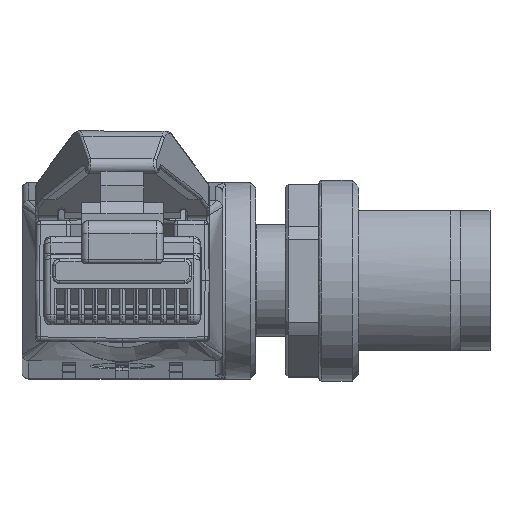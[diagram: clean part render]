
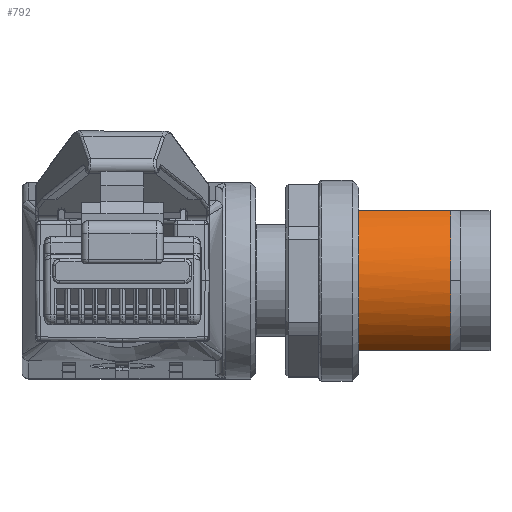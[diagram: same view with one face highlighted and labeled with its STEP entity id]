
A CAD part, front view. The second image highlights one B-rep face of the part: STEP entity #792.
In plain terms, the highlighted cylindrical face has radius 6 mm (diameter 12 mm), a partial arc.
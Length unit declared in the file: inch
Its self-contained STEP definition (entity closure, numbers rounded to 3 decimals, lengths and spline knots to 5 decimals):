
#526 = VECTOR ( 'NONE', #22554, 39.37008 ) ;
#792 = ADVANCED_FACE ( 'NONE', ( #27256 ), #7035, .T. ) ;
#1957 = DIRECTION ( 'NONE',  ( 0., 0., 1. ) ) ;
#1969 = CARTESIAN_POINT ( 'NONE',  ( -0.20669, -0.11436, -0.30315 ) ) ;
#2550 = DIRECTION ( 'NONE',  ( -1., 0., 0. ) ) ;
#2807 = DIRECTION ( 'NONE',  ( -1., 0., 0. ) ) ;
#3790 = DIRECTION ( 'NONE',  ( 0., 0., -1. ) ) ;
#4043 = AXIS2_PLACEMENT_3D ( 'NONE', #26766, #10250, #2807 ) ;
#4561 = AXIS2_PLACEMENT_3D ( 'NONE', #27804, #5621, #2550 ) ;
#5621 = DIRECTION ( 'NONE',  ( 0., 0., 1. ) ) ;
#6334 = ORIENTED_EDGE ( 'NONE', *, *, #12650, .T. ) ;
#7035 = CYLINDRICAL_SURFACE ( 'NONE', #4043, 0.23622 ) ;
#7155 = VERTEX_POINT ( 'NONE', #1969 ) ;
#9221 = ORIENTED_EDGE ( 'NONE', *, *, #14913, .T. ) ;
#10250 = DIRECTION ( 'NONE',  ( 0., 0., -1. ) ) ;
#10986 = CARTESIAN_POINT ( 'NONE',  ( -0.20669, -0.11436, -0.57283 ) ) ;
#11694 = VERTEX_POINT ( 'NONE', #12778 ) ;
#11710 = VERTEX_POINT ( 'NONE', #20045 ) ;
#11995 = CARTESIAN_POINT ( 'NONE',  ( 0., 0., -0.57283 ) ) ;
#12650 = EDGE_CURVE ( 'NONE', #7155, #23798, #31412, .T. ) ;
#12709 = VERTEX_POINT ( 'NONE', #25962 ) ;
#12778 = CARTESIAN_POINT ( 'NONE',  ( 0., -0.23622, -0.57283 ) ) ;
#12836 = DIRECTION ( 'NONE',  ( 0., 0., 1. ) ) ;
#14561 = EDGE_LOOP ( 'NONE', ( #23427, #18346, #6334, #9221, #31193 ) ) ;
#14913 = EDGE_CURVE ( 'NONE', #23798, #11694, #24748, .T. ) ;
#14973 = CARTESIAN_POINT ( 'NONE',  ( 0.20669, -0.11436, -0.68898 ) ) ;
#15265 = DIRECTION ( 'NONE',  ( -1., 0., 0. ) ) ;
#16393 = EDGE_CURVE ( 'NONE', #11710, #12709, #27925, .T. ) ;
#17164 = CARTESIAN_POINT ( 'NONE',  ( -0.20669, -0.11436, -0.43799 ) ) ;
#17703 = CARTESIAN_POINT ( 'NONE',  ( 0., 0., -0.30315 ) ) ;
#18016 = CIRCLE ( 'NONE', #31420, 0.23622 ) ;
#18346 = ORIENTED_EDGE ( 'NONE', *, *, #26100, .F. ) ;
#18976 = VECTOR ( 'NONE', #3790, 39.37008 ) ;
#19623 = CIRCLE ( 'NONE', #27926, 0.23622 ) ;
#20045 = CARTESIAN_POINT ( 'NONE',  ( 0.20669, -0.11436, -0.57283 ) ) ;
#22554 = DIRECTION ( 'NONE',  ( 0., 0., 1. ) ) ;
#23427 = ORIENTED_EDGE ( 'NONE', *, *, #16393, .T. ) ;
#23798 = VERTEX_POINT ( 'NONE', #10986 ) ;
#24136 = DIRECTION ( 'NONE',  ( -1., 0., 0. ) ) ;
#24748 = CIRCLE ( 'NONE', #4561, 0.23622 ) ;
#25962 = CARTESIAN_POINT ( 'NONE',  ( 0.20669, -0.11436, -0.30315 ) ) ;
#26100 = EDGE_CURVE ( 'NONE', #7155, #12709, #18016, .T. ) ;
#26766 = CARTESIAN_POINT ( 'NONE',  ( 0., 0., -0.43799 ) ) ;
#27256 = FACE_OUTER_BOUND ( 'NONE', #14561, .T. ) ;
#27804 = CARTESIAN_POINT ( 'NONE',  ( 0., 0., -0.57283 ) ) ;
#27925 = LINE ( 'NONE', #14973, #526 ) ;
#27926 = AXIS2_PLACEMENT_3D ( 'NONE', #11995, #1957, #24136 ) ;
#29719 = EDGE_CURVE ( 'NONE', #11694, #11710, #19623, .T. ) ;
#31193 = ORIENTED_EDGE ( 'NONE', *, *, #29719, .T. ) ;
#31412 = LINE ( 'NONE', #17164, #18976 ) ;
#31420 = AXIS2_PLACEMENT_3D ( 'NONE', #17703, #12836, #15265 ) ;
